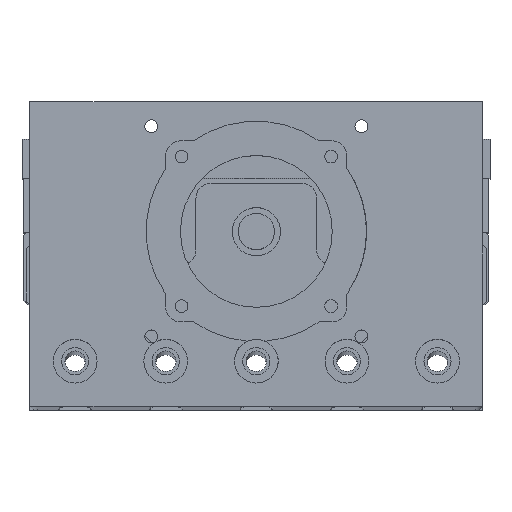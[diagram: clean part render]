
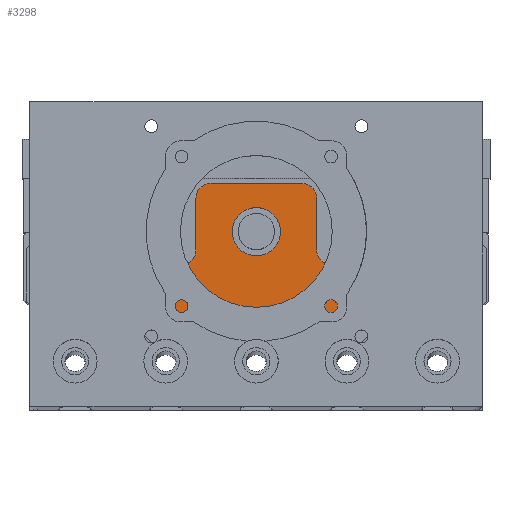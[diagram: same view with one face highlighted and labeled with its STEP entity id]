
A CAD part, top view. The second image highlights one B-rep face of the part: STEP entity #3298.
In plain terms, the highlighted planar face has unit normal (0, 0, 1).
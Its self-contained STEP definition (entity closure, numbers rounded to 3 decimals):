
#3298=ADVANCED_FACE('',(#6197,#6198),#4038,.F.);
#4038=PLANE('',#28538);
#5433=CIRCLE('',#28533,5.);
#5434=CIRCLE('',#28534,5.);
#5435=CIRCLE('',#28535,5.);
#5436=CIRCLE('',#28536,5.);
#5437=CIRCLE('',#28537,8.);
#6197=FACE_BOUND('',#8099,.T.);
#6198=FACE_BOUND('',#8100,.T.);
#8099=EDGE_LOOP('',(#15171,#15172,#15173,#15174,#15175,#15176,#15177,#15178,
#15179,#15180,#15181,#15182));
#8100=EDGE_LOOP('',(#15183));
#15171=ORIENTED_EDGE('',*,*,#21397,.F.);
#15172=ORIENTED_EDGE('',*,*,#21398,.T.);
#15173=ORIENTED_EDGE('',*,*,#21399,.F.);
#15174=ORIENTED_EDGE('',*,*,#21400,.T.);
#15175=ORIENTED_EDGE('',*,*,#21401,.T.);
#15176=ORIENTED_EDGE('',*,*,#21402,.T.);
#15177=ORIENTED_EDGE('',*,*,#21403,.F.);
#15178=ORIENTED_EDGE('',*,*,#21404,.F.);
#15179=ORIENTED_EDGE('',*,*,#21405,.F.);
#15180=ORIENTED_EDGE('',*,*,#21406,.F.);
#15181=ORIENTED_EDGE('',*,*,#21407,.F.);
#15182=ORIENTED_EDGE('',*,*,#21408,.F.);
#15183=ORIENTED_EDGE('',*,*,#21409,.T.);
#17830=VERTEX_POINT('',#43713);
#17831=VERTEX_POINT('',#43714);
#17832=VERTEX_POINT('',#43716);
#17833=VERTEX_POINT('',#43718);
#17834=VERTEX_POINT('',#43720);
#17835=VERTEX_POINT('',#43722);
#17836=VERTEX_POINT('',#43724);
#17837=VERTEX_POINT('',#43726);
#17838=VERTEX_POINT('',#43728);
#17839=VERTEX_POINT('',#43730);
#17840=VERTEX_POINT('',#43732);
#17841=VERTEX_POINT('',#43734);
#17842=VERTEX_POINT('',#43737);
#21397=EDGE_CURVE('',#17830,#17831,#23644,.T.);
#21398=EDGE_CURVE('',#17830,#17832,#23645,.T.);
#21399=EDGE_CURVE('',#17833,#17832,#23646,.T.);
#21400=EDGE_CURVE('',#17833,#17834,#23647,.T.);
#21401=EDGE_CURVE('',#17834,#17835,#23648,.T.);
#21402=EDGE_CURVE('',#17835,#17836,#5433,.T.);
#21403=EDGE_CURVE('',#17837,#17836,#23649,.T.);
#21404=EDGE_CURVE('',#17838,#17837,#5434,.T.);
#21405=EDGE_CURVE('',#17839,#17838,#23650,.T.);
#21406=EDGE_CURVE('',#17840,#17839,#5435,.T.);
#21407=EDGE_CURVE('',#17841,#17840,#23651,.T.);
#21408=EDGE_CURVE('',#17831,#17841,#5436,.T.);
#21409=EDGE_CURVE('',#17842,#17842,#5437,.T.);
#23644=LINE('',#43712,#25805);
#23645=LINE('',#43715,#25806);
#23646=LINE('',#43717,#25807);
#23647=LINE('',#43719,#25808);
#23648=LINE('',#43721,#25809);
#23649=LINE('',#43725,#25810);
#23650=LINE('',#43729,#25811);
#23651=LINE('',#43733,#25812);
#25805=VECTOR('',#36156,1.);
#25806=VECTOR('',#36157,1.);
#25807=VECTOR('',#36158,1.);
#25808=VECTOR('',#36159,1.);
#25809=VECTOR('',#36160,1.);
#25810=VECTOR('',#36163,1.);
#25811=VECTOR('',#36166,1.);
#25812=VECTOR('',#36169,1.);
#28533=AXIS2_PLACEMENT_3D('',#43723,#36161,#36162);
#28534=AXIS2_PLACEMENT_3D('',#43727,#36164,#36165);
#28535=AXIS2_PLACEMENT_3D('',#43731,#36167,#36168);
#28536=AXIS2_PLACEMENT_3D('',#43735,#36170,#36171);
#28537=AXIS2_PLACEMENT_3D('',#43736,#36172,#36173);
#28538=AXIS2_PLACEMENT_3D('',#43738,#36174,#36175);
#36156=DIRECTION('',(1.,0.,0.));
#36157=DIRECTION('',(0.,-1.,0.));
#36158=DIRECTION('',(-1.,0.,0.));
#36159=DIRECTION('',(0.,1.,0.));
#36160=DIRECTION('',(-1.,0.,0.));
#36161=DIRECTION('',(0.,0.,-1.));
#36162=DIRECTION('',(0.,-1.,0.));
#36163=DIRECTION('',(0.,-1.,0.));
#36164=DIRECTION('',(0.,0.,-1.));
#36165=DIRECTION('',(0.,1.,0.));
#36166=DIRECTION('',(1.,0.,0.));
#36167=DIRECTION('',(0.,0.,-1.));
#36168=DIRECTION('',(-1.,0.,0.));
#36169=DIRECTION('',(0.,1.,0.));
#36170=DIRECTION('',(0.,0.,1.));
#36171=DIRECTION('',(0.,-1.,0.));
#36172=DIRECTION('',(0.,0.,-1.));
#36173=DIRECTION('',(-1.,0.,0.));
#36174=DIRECTION('',(0.,0.,-1.));
#36175=DIRECTION('',(0.,1.,0.));
#43712=CARTESIAN_POINT('',(-59.425,37.347,512.));
#43713=CARTESIAN_POINT('',(-59.425,37.347,512.));
#43714=CARTESIAN_POINT('',(-47.425,37.347,512.));
#43715=CARTESIAN_POINT('',(-59.425,37.347,512.));
#43716=CARTESIAN_POINT('',(-59.425,20.347,512.));
#43717=CARTESIAN_POINT('',(14.575,20.347,512.));
#43718=CARTESIAN_POINT('',(14.575,20.347,512.));
#43719=CARTESIAN_POINT('',(14.575,20.347,512.));
#43720=CARTESIAN_POINT('',(14.575,37.347,512.));
#43721=CARTESIAN_POINT('',(14.575,37.347,512.));
#43722=CARTESIAN_POINT('',(2.575,37.347,512.));
#43723=CARTESIAN_POINT('',(2.575,42.347,512.));
#43724=CARTESIAN_POINT('',(-2.425,42.347,512.));
#43725=CARTESIAN_POINT('',(-2.425,59.347,512.));
#43726=CARTESIAN_POINT('',(-2.425,59.347,512.));
#43727=CARTESIAN_POINT('',(-7.425,59.347,512.));
#43728=CARTESIAN_POINT('',(-7.425,64.347,512.));
#43729=CARTESIAN_POINT('',(-37.425,64.347,512.));
#43730=CARTESIAN_POINT('',(-37.425,64.347,512.));
#43731=CARTESIAN_POINT('',(-37.425,59.347,512.));
#43732=CARTESIAN_POINT('',(-42.425,59.347,512.));
#43733=CARTESIAN_POINT('',(-42.425,42.347,512.));
#43734=CARTESIAN_POINT('',(-42.425,42.347,512.));
#43735=CARTESIAN_POINT('',(-47.425,42.347,512.));
#43736=CARTESIAN_POINT('',(-22.425,48.347,512.));
#43737=CARTESIAN_POINT('',(-30.425,48.347,512.));
#43738=CARTESIAN_POINT('',(18.275,66.547,512.));
